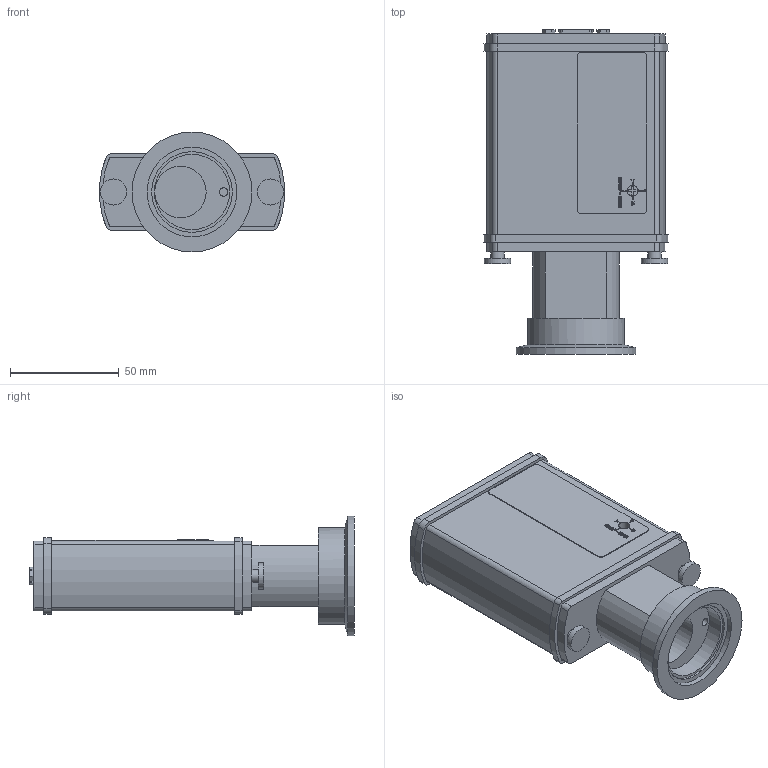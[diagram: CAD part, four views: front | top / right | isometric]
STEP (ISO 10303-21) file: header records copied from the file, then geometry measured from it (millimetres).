
FILE_DESCRIPTION((''),'2;1');
FILE_NAME('PTR34130-T.stp','2009-03-10T08:14:33',('wieth'),(''),'Autodesk Inventor 11','Autodesk Inventor 11','');
FILE_SCHEMA(('AUTOMOTIVE_DESIGN { 1 0 10303 214 1 1 1 1 }'));
Length unit declared in the file: millimetre
Products named in the file (1): PTR34130
Bounding box: 84.78 x 149 x 55 mm (x, y, z)
Volume: 295599.1 mm3; surface area: 41205.7 mm2
Topology: 1 solids, 1 shells, 380 faces, 994 edges, 654 vertices
Faces by surface type: plane 203, bspline 122, cylinder 54, cone 1
Full cylindrical faces by diameter (mm): 2 x2, 3.8 x1, 5 x1, 6 x2, 12 x2, 23.6 x1, 34.5 x1, 37 x1, 41.2 x1, 44.5 x1, 55 x1
Entity records: 12896 total; most frequent: CARTESIAN_POINT 4302, ORIENTED_EDGE 1956, DIRECTION 1365, EDGE_CURVE 978, VERTEX_POINT 653, VECTOR 625, LINE 625, EDGE_LOOP 441
